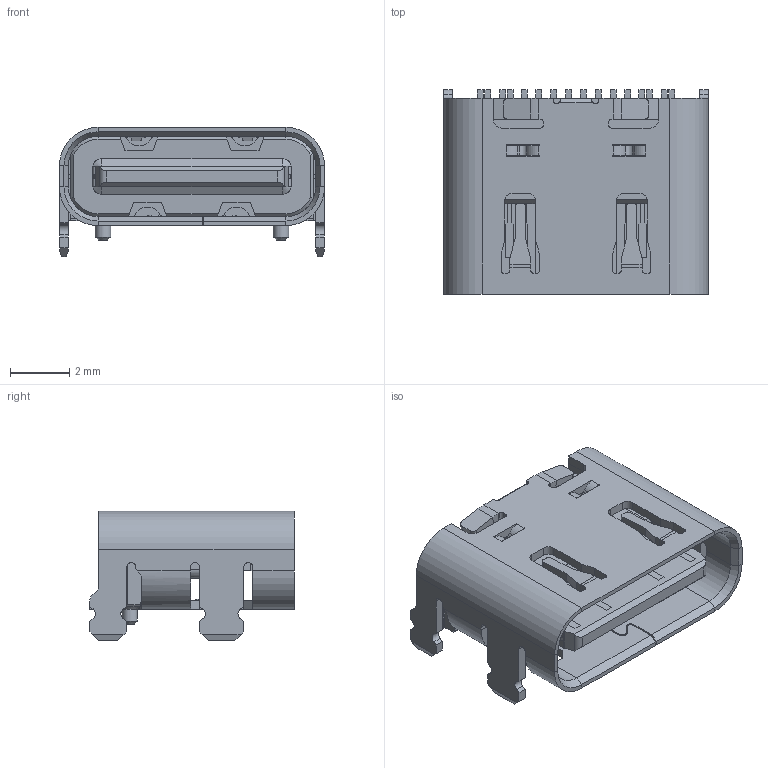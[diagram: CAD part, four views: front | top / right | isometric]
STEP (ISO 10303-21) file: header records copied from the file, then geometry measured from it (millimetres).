
FILE_DESCRIPTION(/* description */ (''),/* implementation_level */ '2;1');
FILE_NAME(/* name */ 'DX07S016JA1R1500.step',/* time_stamp */ '2023-11-03T02:24:20-07:00',/* author */ (''),/* organization */ (''),/* preprocessor_version */ 'ST-DEVELOPER v20',/* originating_system */ 'Autodesk Translation Framework v12.14.0.127',/* authorisation */ '');
FILE_SCHEMA (('AUTOMOTIVE_DESIGN { 1 0 10303 214 3 1 1 }'));
Length unit declared in the file: millimetre
Products named in the file (1): (Unsaved)
Bounding box: 8.94 x 6.9 x 4.36 mm (x, y, z)
Volume: 103.5 mm3; surface area: 500.8 mm2
Topology: 44 solids, 44 shells, 1226 faces, 3253 edges, 2108 vertices
Faces by surface type: plane 996, cylinder 200, cone 16, bspline 14
Full cylindrical faces by diameter (mm): 0.52 x2
Entity records: 37572 total; most frequent: CARTESIAN_POINT 6790, ORIENTED_EDGE 6506, DIRECTION 6111, EDGE_CURVE 3253, LINE 2785, VECTOR 2785, VERTEX_POINT 2108, AXIS2_PLACEMENT_3D 1663
